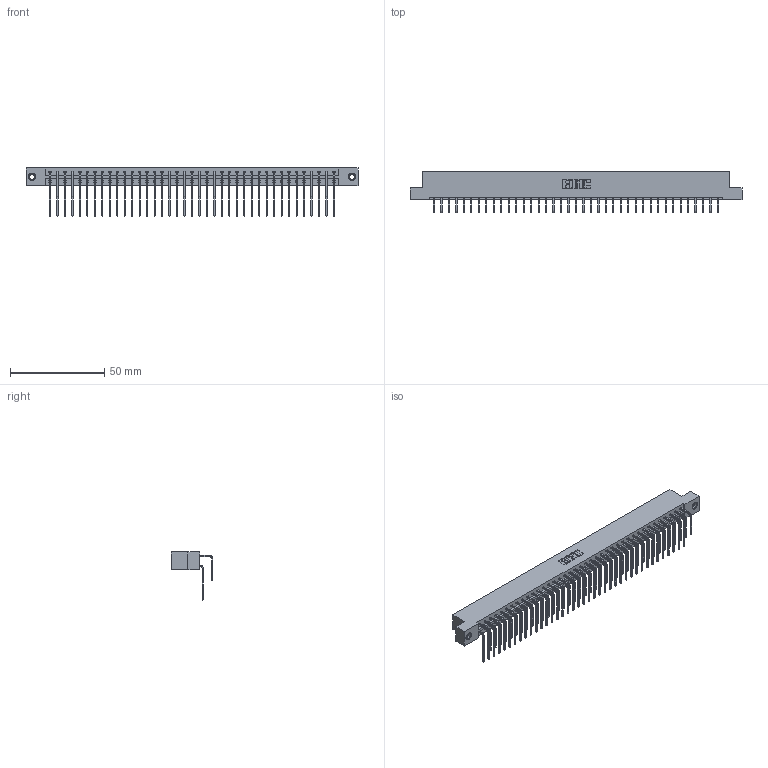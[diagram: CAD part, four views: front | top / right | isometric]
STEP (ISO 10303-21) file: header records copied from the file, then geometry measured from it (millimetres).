
FILE_DESCRIPTION (( 'STEP AP203' ), '1' );
FILE_NAME ('333-078-558-207.STEP', '2018-08-05T00:47:50', ( '' ), ( '' ), 'SwSTEP 2.0', 'SolidWorks 2016', '' );
FILE_SCHEMA (( 'CONFIG_CONTROL_DESIGN' ));
Length unit declared in the file: inch
Products named in the file (5): 345-292-001_558 Tail - 2; 345-250-001_345-250-005-103; 333-078-558-207; 333 Part_Flush - .156 Dia - TI; 345-292-001_558 559 Tail - 1
Assembly tree (81 placements, depth 2):
  333-078-558-207
    333 Part_Flush - .156 Dia - TI
    345-292-001_558 559 Tail - 1  x39
    345-292-001_558 Tail - 2  x39
    345-250-001_345-250-005-103  x2
Bounding box: 176.07 x 22.17 x 25.53 mm (x, y, z)
Volume: 18384.4 mm3; surface area: 23978.1 mm2
Topology: 81 solids, 81 shells, 4386 faces, 13005 edges, 8558 vertices
Faces by surface type: plane 3066, cylinder 1304, cone 12, torus 4
Entity records: 28448 total; most frequent: CARTESIAN_POINT 4752, ORIENTED_EDGE 4630, DIRECTION 4077, EDGE_CURVE 2315, VECTOR 2127, LINE 2127, VERTEX_POINT 1536, AXIS2_PLACEMENT_3D 975
